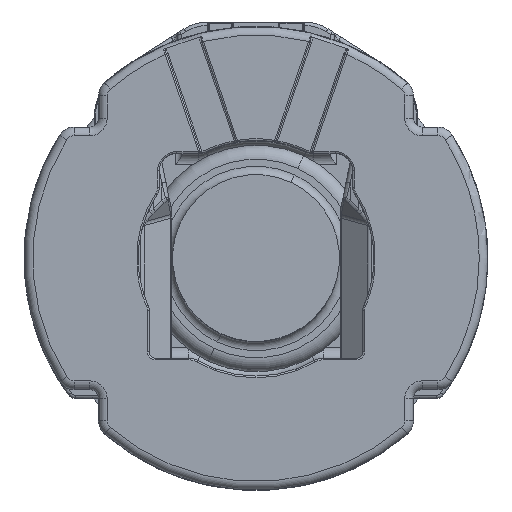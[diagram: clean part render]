
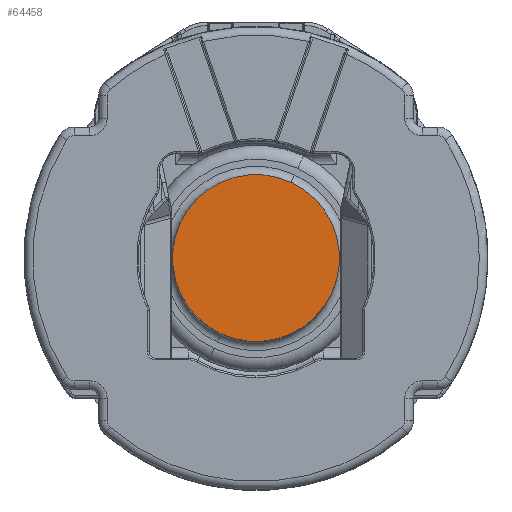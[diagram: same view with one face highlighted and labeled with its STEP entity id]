
A CAD part, top view. The second image highlights one B-rep face of the part: STEP entity #64458.
In plain terms, the highlighted planar face has unit normal (0, 0, 1).
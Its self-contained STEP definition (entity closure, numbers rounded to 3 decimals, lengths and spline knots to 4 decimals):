
#64438=AXIS2_PLACEMENT_3D('Plane Axis2P3D',#64435,#64436,#64437) ;
#64442=AXIS2_PLACEMENT_3D('Circle Axis2P3D',#64440,#64441,$) ;
#64451=AXIS2_PLACEMENT_3D('Circle Axis2P3D',#64449,#64450,$) ;
#64435=CARTESIAN_POINT('Axis2P3D Location',(0.,0.,19.45)) ;
#64440=CARTESIAN_POINT('Axis2P3D Location',(0.,0.,19.45)) ;
#64444=CARTESIAN_POINT('Vertex',(1.997,4.3263,19.45)) ;
#64446=CARTESIAN_POINT('Vertex',(-1.997,-4.3263,19.45)) ;
#64449=CARTESIAN_POINT('Axis2P3D Location',(0.,0.,19.45)) ;
#64436=DIRECTION('Axis2P3D Direction',(0.,0.,-1.)) ;
#64437=DIRECTION('Axis2P3D XDirection',(-0.803,-0.596,0.)) ;
#64441=DIRECTION('Axis2P3D Direction',(0.,0.,-1.)) ;
#64450=DIRECTION('Axis2P3D Direction',(0.,0.,-1.)) ;
#64455=ORIENTED_EDGE('',*,*,#64448,.T.) ;
#64456=ORIENTED_EDGE('',*,*,#64453,.T.) ;
#64458=ADVANCED_FACE('SAE Male 3/8"',(#64457),#64439,.F.) ;
#64443=CIRCLE('generated circle',#64442,4.765) ;
#64452=CIRCLE('generated circle',#64451,4.765) ;
#64448=EDGE_CURVE('',#64445,#64447,#64443,.F.) ;
#64453=EDGE_CURVE('',#64447,#64445,#64452,.F.) ;
#64454=EDGE_LOOP('',(#64455,#64456)) ;
#64457=FACE_OUTER_BOUND('',#64454,.T.) ;
#64439=PLANE('',#64438) ;
#64445=VERTEX_POINT('',#64444) ;
#64447=VERTEX_POINT('',#64446) ;
